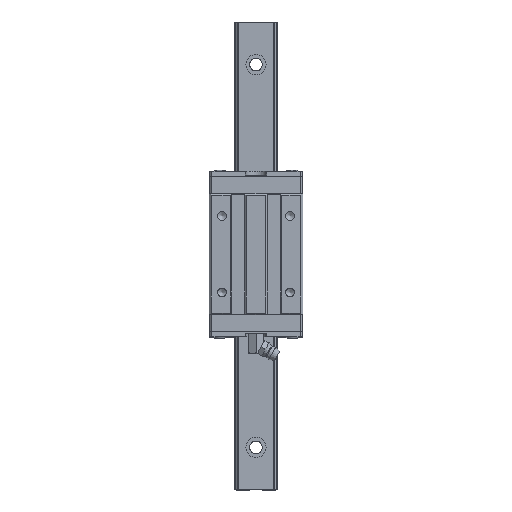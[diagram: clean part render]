
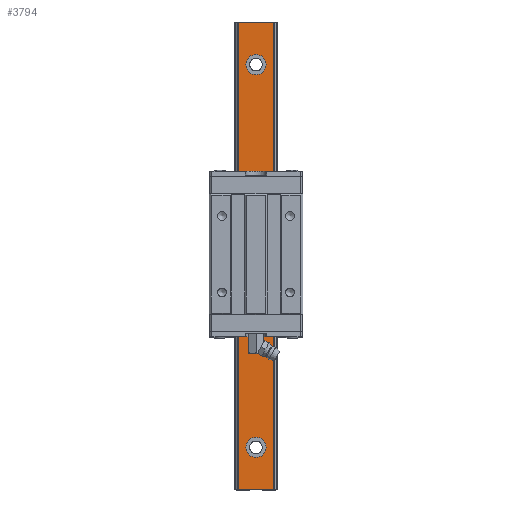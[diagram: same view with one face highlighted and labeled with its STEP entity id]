
A CAD part, top view. The second image highlights one B-rep face of the part: STEP entity #3794.
In plain terms, the highlighted planar face has unit normal (0, 0, 1).
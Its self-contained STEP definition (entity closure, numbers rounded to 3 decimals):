
#53 = VERTEX_POINT ( 'NONE', #10306 ) ;
#313 = EDGE_CURVE ( 'NONE', #4493, #4493, #2932, .T. ) ;
#421 = DIRECTION ( 'NONE',  ( 1., 0., 0. ) ) ;
#479 = VECTOR ( 'NONE', #10204, 1000. ) ;
#552 = DIRECTION ( 'NONE',  ( 0., 0., -1. ) ) ;
#668 = CARTESIAN_POINT ( 'NONE',  ( -8.25, -110., 16.5 ) ) ;
#799 = VERTEX_POINT ( 'NONE', #11373 ) ;
#936 = PLANE ( 'NONE',  #3637 ) ;
#1131 = LINE ( 'NONE', #11376, #479 ) ;
#1180 = ORIENTED_EDGE ( 'NONE', *, *, #6368, .T. ) ;
#1583 = DIRECTION ( 'NONE',  ( 0., 0., -1. ) ) ;
#1661 = EDGE_LOOP ( 'NONE', ( #2916 ) ) ;
#2047 = EDGE_LOOP ( 'NONE', ( #11406 ) ) ;
#2168 = CIRCLE ( 'NONE', #3758, 4.75 ) ;
#2259 = CARTESIAN_POINT ( 'NONE',  ( 0., -30., 16.5 ) ) ;
#2772 = CARTESIAN_POINT ( 'NONE',  ( 0., -90., 16.5 ) ) ;
#2897 = CARTESIAN_POINT ( 'NONE',  ( 4.75, 30., 16.5 ) ) ;
#2916 = ORIENTED_EDGE ( 'NONE', *, *, #3003, .T. ) ;
#2932 = CIRCLE ( 'NONE', #3980, 4.75 ) ;
#3003 = EDGE_CURVE ( 'NONE', #4071, #4071, #6521, .T. ) ;
#3004 = ORIENTED_EDGE ( 'NONE', *, *, #10016, .T. ) ;
#3243 = DIRECTION ( 'NONE',  ( 1., 0., 0. ) ) ;
#3318 = CARTESIAN_POINT ( 'NONE',  ( 4.75, -30., 16.5 ) ) ;
#3325 = ORIENTED_EDGE ( 'NONE', *, *, #9074, .T. ) ;
#3550 = VECTOR ( 'NONE', #6104, 1000. ) ;
#3637 = AXIS2_PLACEMENT_3D ( 'NONE', #11185, #10023, #8866 ) ;
#3758 = AXIS2_PLACEMENT_3D ( 'NONE', #2772, #1583, #421 ) ;
#3794 = ADVANCED_FACE ( 'NONE', ( #4235, #5413, #5999, #6291, #6591 ), #936, .T. ) ;
#3871 = ORIENTED_EDGE ( 'NONE', *, *, #313, .T. ) ;
#3877 = VECTOR ( 'NONE', #9476, 1000. ) ;
#3980 = AXIS2_PLACEMENT_3D ( 'NONE', #2259, #11320, #10150 ) ;
#4069 = CIRCLE ( 'NONE', #4399, 4.75 ) ;
#4071 = VERTEX_POINT ( 'NONE', #2897 ) ;
#4235 = FACE_OUTER_BOUND ( 'NONE', #8267, .T. ) ;
#4299 = AXIS2_PLACEMENT_3D ( 'NONE', #9360, #4413, #3243 ) ;
#4399 = AXIS2_PLACEMENT_3D ( 'NONE', #8756, #552, #10801 ) ;
#4413 = DIRECTION ( 'NONE',  ( 0., 0., -1. ) ) ;
#4472 = EDGE_CURVE ( 'NONE', #5858, #5858, #2168, .T. ) ;
#4493 = VERTEX_POINT ( 'NONE', #3318 ) ;
#4694 = CARTESIAN_POINT ( 'NONE',  ( 4.75, -90., 16.5 ) ) ;
#4873 = CARTESIAN_POINT ( 'NONE',  ( -8.25, 110., 16.5 ) ) ;
#5095 = LINE ( 'NONE', #10637, #3877 ) ;
#5200 = EDGE_LOOP ( 'NONE', ( #3325 ) ) ;
#5225 = VERTEX_POINT ( 'NONE', #5372 ) ;
#5372 = CARTESIAN_POINT ( 'NONE',  ( 8.25, 110., 16.5 ) ) ;
#5413 = FACE_BOUND ( 'NONE', #5200, .T. ) ;
#5858 = VERTEX_POINT ( 'NONE', #4694 ) ;
#5962 = EDGE_LOOP ( 'NONE', ( #3871 ) ) ;
#5999 = FACE_BOUND ( 'NONE', #1661, .T. ) ;
#6104 = DIRECTION ( 'NONE',  ( -1., 0., 0. ) ) ;
#6291 = FACE_BOUND ( 'NONE', #5962, .T. ) ;
#6368 = EDGE_CURVE ( 'NONE', #5225, #8730, #8453, .T. ) ;
#6521 = CIRCLE ( 'NONE', #4299, 4.75 ) ;
#6591 = FACE_BOUND ( 'NONE', #2047, .T. ) ;
#7104 = VECTOR ( 'NONE', #8938, 1000. ) ;
#7156 = ORIENTED_EDGE ( 'NONE', *, *, #8852, .T. ) ;
#7277 = CARTESIAN_POINT ( 'NONE',  ( 8.25, 110., 16.5 ) ) ;
#8267 = EDGE_LOOP ( 'NONE', ( #1180, #7156, #3004, #8291 ) ) ;
#8291 = ORIENTED_EDGE ( 'NONE', *, *, #9963, .T. ) ;
#8358 = VERTEX_POINT ( 'NONE', #668 ) ;
#8453 = LINE ( 'NONE', #7277, #3550 ) ;
#8730 = VERTEX_POINT ( 'NONE', #4873 ) ;
#8756 = CARTESIAN_POINT ( 'NONE',  ( 0., 90., 16.5 ) ) ;
#8852 = EDGE_CURVE ( 'NONE', #8730, #8358, #1131, .T. ) ;
#8866 = DIRECTION ( 'NONE',  ( 1., 0., 0. ) ) ;
#8938 = DIRECTION ( 'NONE',  ( 1., 0., 0. ) ) ;
#9074 = EDGE_CURVE ( 'NONE', #53, #53, #4069, .T. ) ;
#9360 = CARTESIAN_POINT ( 'NONE',  ( 0., 30., 16.5 ) ) ;
#9476 = DIRECTION ( 'NONE',  ( 0., 1., 0. ) ) ;
#9963 = EDGE_CURVE ( 'NONE', #799, #5225, #5095, .T. ) ;
#10016 = EDGE_CURVE ( 'NONE', #8358, #799, #11257, .T. ) ;
#10023 = DIRECTION ( 'NONE',  ( 0., 0., 1. ) ) ;
#10094 = CARTESIAN_POINT ( 'NONE',  ( 8.25, -110., 16.5 ) ) ;
#10150 = DIRECTION ( 'NONE',  ( 1., 0., 0. ) ) ;
#10204 = DIRECTION ( 'NONE',  ( 0., -1., 0. ) ) ;
#10306 = CARTESIAN_POINT ( 'NONE',  ( 4.75, 90., 16.5 ) ) ;
#10637 = CARTESIAN_POINT ( 'NONE',  ( 8.25, -110., 16.5 ) ) ;
#10801 = DIRECTION ( 'NONE',  ( 1., 0., 0. ) ) ;
#11185 = CARTESIAN_POINT ( 'NONE',  ( 8.25, -110., 16.5 ) ) ;
#11257 = LINE ( 'NONE', #10094, #7104 ) ;
#11320 = DIRECTION ( 'NONE',  ( 0., 0., -1. ) ) ;
#11373 = CARTESIAN_POINT ( 'NONE',  ( 8.25, -110., 16.5 ) ) ;
#11376 = CARTESIAN_POINT ( 'NONE',  ( -8.25, -110., 16.5 ) ) ;
#11406 = ORIENTED_EDGE ( 'NONE', *, *, #4472, .T. ) ;
